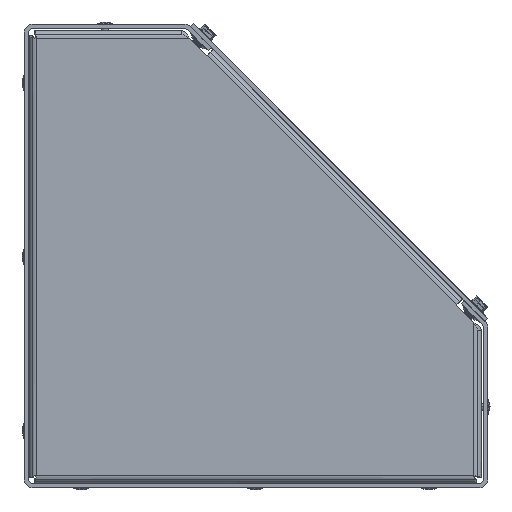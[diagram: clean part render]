
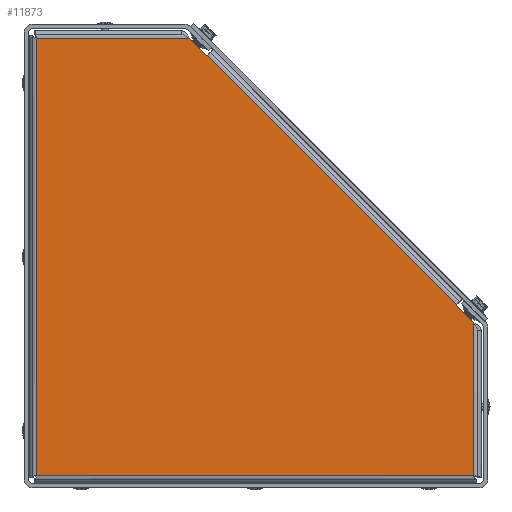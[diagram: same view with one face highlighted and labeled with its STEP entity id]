
A CAD part, left-side view. The second image highlights one B-rep face of the part: STEP entity #11873.
In plain terms, the highlighted planar face has unit normal (-1, 0, 0).
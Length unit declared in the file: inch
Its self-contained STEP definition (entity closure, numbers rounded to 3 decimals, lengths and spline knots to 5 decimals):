
#3417 = VECTOR ( 'NONE', #43261, 39.37008 ) ;
#3694 = EDGE_CURVE ( 'NONE', #69774, #79473, #47036, .T. ) ;
#4570 = ORIENTED_EDGE ( 'NONE', *, *, #50570, .T. ) ;
#6750 = CARTESIAN_POINT ( 'NONE',  ( -24.38335, -3.30097, 0.25882 ) ) ;
#6931 = DIRECTION ( 'NONE',  ( 0., 0.707, 0.707 ) ) ;
#8943 = VECTOR ( 'NONE', #76556, 39.37008 ) ;
#10312 = ORIENTED_EDGE ( 'NONE', *, *, #61213, .T. ) ;
#11873 = ADVANCED_FACE ( 'NONE', ( #32178 ), #57987, .T. ) ;
#13173 = DIRECTION ( 'NONE',  ( 0., 0.707, 0.707 ) ) ;
#16603 = CARTESIAN_POINT ( 'NONE',  ( -24.38335, 0.85014, 4.75825 ) ) ;
#20127 = VECTOR ( 'NONE', #13173, 39.37008 ) ;
#20292 = EDGE_CURVE ( 'NONE', #31337, #47486, #24409, .T. ) ;
#21801 = VECTOR ( 'NONE', #72668, 39.37008 ) ;
#22733 = CARTESIAN_POINT ( 'NONE',  ( -24.38335, 1.10703, 4.45723 ) ) ;
#24409 = LINE ( 'NONE', #39696, #60144 ) ;
#25641 = DIRECTION ( 'NONE',  ( -1., 0., 0. ) ) ;
#28211 = CARTESIAN_POINT ( 'NONE',  ( -24.38335, 1.09876, 4.46551 ) ) ;
#29067 = EDGE_CURVE ( 'NONE', #31337, #40271, #66532, .T. ) ;
#29436 = VECTOR ( 'NONE', #75319, 39.37008 ) ;
#29878 = VERTEX_POINT ( 'NONE', #81745 ) ;
#31272 = LINE ( 'NONE', #84615, #56403 ) ;
#31337 = VERTEX_POINT ( 'NONE', #69712 ) ;
#32178 = FACE_OUTER_BOUND ( 'NONE', #49199, .T. ) ;
#32192 = VECTOR ( 'NONE', #83020, 39.37008 ) ;
#32852 = ORIENTED_EDGE ( 'NONE', *, *, #81800, .T. ) ;
#33941 = AXIS2_PLACEMENT_3D ( 'NONE', #85573, #25641, #66223 ) ;
#35818 = LINE ( 'NONE', #22733, #32192 ) ;
#37643 = CARTESIAN_POINT ( 'NONE',  ( -24.38335, -3.49719, -2.7895 ) ) ;
#39696 = CARTESIAN_POINT ( 'NONE',  ( -24.38335, -3.20445, 0.1623 ) ) ;
#40271 = VERTEX_POINT ( 'NONE', #44745 ) ;
#42462 = ORIENTED_EDGE ( 'NONE', *, *, #29067, .F. ) ;
#43261 = DIRECTION ( 'NONE',  ( 0., 1., 0. ) ) ;
#43623 = CARTESIAN_POINT ( 'NONE',  ( -24.38335, 4.05056, -2.7895 ) ) ;
#44745 = CARTESIAN_POINT ( 'NONE',  ( -24.38335, -3.19617, 0.15402 ) ) ;
#45533 = ORIENTED_EDGE ( 'NONE', *, *, #20292, .T. ) ;
#46197 = DIRECTION ( 'NONE',  ( 0., -1., 0. ) ) ;
#46966 = EDGE_CURVE ( 'NONE', #75231, #79884, #69004, .T. ) ;
#47036 = LINE ( 'NONE', #79416, #50403 ) ;
#47486 = VERTEX_POINT ( 'NONE', #28211 ) ;
#47828 = EDGE_CURVE ( 'NONE', #76961, #47486, #35818, .T. ) ;
#49199 = EDGE_LOOP ( 'NONE', ( #58799, #4570, #50795, #32852, #72040, #10312, #82339, #42462, #45533 ) ) ;
#50403 = VECTOR ( 'NONE', #46197, 39.37008 ) ;
#50570 = EDGE_CURVE ( 'NONE', #76961, #75231, #79561, .T. ) ;
#50795 = ORIENTED_EDGE ( 'NONE', *, *, #46966, .T. ) ;
#54849 = CARTESIAN_POINT ( 'NONE',  ( -24.38335, -3.49719, -0.147 ) ) ;
#56403 = VECTOR ( 'NONE', #77998, 39.37008 ) ;
#57987 = PLANE ( 'NONE',  #33941 ) ;
#58388 = EDGE_CURVE ( 'NONE', #29878, #40271, #80189, .T. ) ;
#58603 = CARTESIAN_POINT ( 'NONE',  ( -24.38335, 1.10703, 4.45723 ) ) ;
#58799 = ORIENTED_EDGE ( 'NONE', *, *, #47828, .F. ) ;
#60144 = VECTOR ( 'NONE', #6931, 39.37008 ) ;
#60626 = CARTESIAN_POINT ( 'NONE',  ( -24.38335, 1.40806, 4.75825 ) ) ;
#61213 = EDGE_CURVE ( 'NONE', #79473, #29878, #77002, .T. ) ;
#63452 = CARTESIAN_POINT ( 'NONE',  ( -24.38335, -3.49719, 0.41092 ) ) ;
#66223 = DIRECTION ( 'NONE',  ( 0., 1., 0. ) ) ;
#66532 = LINE ( 'NONE', #6750, #21801 ) ;
#68940 = CARTESIAN_POINT ( 'NONE',  ( -24.38335, 1.10703, 4.45723 ) ) ;
#69004 = LINE ( 'NONE', #16603, #3417 ) ;
#69712 = CARTESIAN_POINT ( 'NONE',  ( -24.38335, -3.20445, 0.1623 ) ) ;
#69774 = VERTEX_POINT ( 'NONE', #43623 ) ;
#72040 = ORIENTED_EDGE ( 'NONE', *, *, #3694, .T. ) ;
#72668 = DIRECTION ( 'NONE',  ( 0., 0.707, -0.707 ) ) ;
#75231 = VERTEX_POINT ( 'NONE', #60626 ) ;
#75319 = DIRECTION ( 'NONE',  ( 0., 0.707, 0.707 ) ) ;
#76556 = DIRECTION ( 'NONE',  ( 0., 0., 1. ) ) ;
#76961 = VERTEX_POINT ( 'NONE', #68940 ) ;
#77002 = LINE ( 'NONE', #63452, #8943 ) ;
#77998 = DIRECTION ( 'NONE',  ( 0., 0., -1. ) ) ;
#79416 = CARTESIAN_POINT ( 'NONE',  ( -24.38335, 0.85014, -2.7895 ) ) ;
#79473 = VERTEX_POINT ( 'NONE', #37643 ) ;
#79561 = LINE ( 'NONE', #58603, #20127 ) ;
#79884 = VERTEX_POINT ( 'NONE', #86072 ) ;
#80189 = LINE ( 'NONE', #54849, #29436 ) ;
#81745 = CARTESIAN_POINT ( 'NONE',  ( -24.38335, -3.49719, -0.147 ) ) ;
#81800 = EDGE_CURVE ( 'NONE', #79884, #69774, #31272, .T. ) ;
#82339 = ORIENTED_EDGE ( 'NONE', *, *, #58388, .T. ) ;
#83020 = DIRECTION ( 'NONE',  ( 0., -0.707, 0.707 ) ) ;
#84615 = CARTESIAN_POINT ( 'NONE',  ( -24.38335, 4.05056, 0.41092 ) ) ;
#85573 = CARTESIAN_POINT ( 'NONE',  ( -24.38335, 0.85014, 0.41092 ) ) ;
#86072 = CARTESIAN_POINT ( 'NONE',  ( -24.38335, 4.05056, 4.75825 ) ) ;
